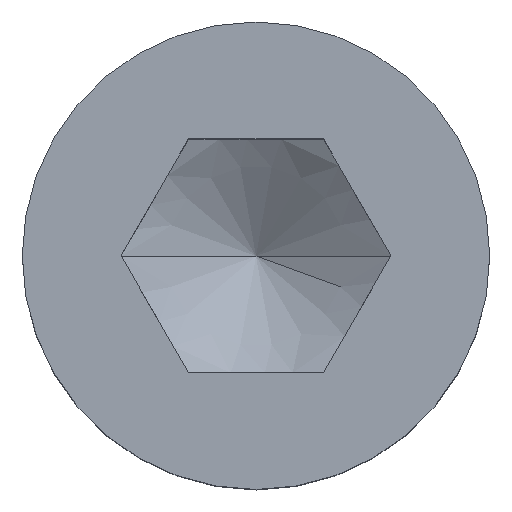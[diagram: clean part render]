
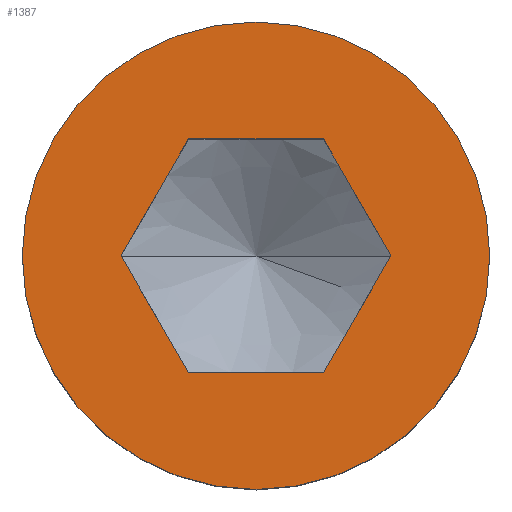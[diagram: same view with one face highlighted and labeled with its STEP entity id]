
A CAD part, top view. The second image highlights one B-rep face of the part: STEP entity #1387.
In plain terms, the highlighted planar face has unit normal (0, 0, 1).
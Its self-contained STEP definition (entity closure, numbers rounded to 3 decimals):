
#1233=VERTEX_POINT('',#3554);
#1387=ADVANCED_FACE('',(#3723,#3724),#3725,.T.);
#1409=EDGE_CURVE('',#2399,#2919,#3747,.T.);
#1567=VERTEX_POINT('',#3927);
#1633=VERTEX_POINT('',#4002);
#1707=EDGE_CURVE('',#1633,#1233,#4081,.T.);
#1853=VERTEX_POINT('',#4242);
#2271=EDGE_CURVE('',#1567,#3423,#4716,.T.);
#2399=VERTEX_POINT('',#4856);
#2645=EDGE_CURVE('',#1233,#2399,#5135,.T.);
#2743=EDGE_CURVE('',#3393,#1633,#5244,.T.);
#2919=VERTEX_POINT('',#5440);
#2959=EDGE_CURVE('',#3423,#1567,#5487,.T.);
#3075=EDGE_CURVE('',#1853,#3393,#5615,.T.);
#3393=VERTEX_POINT('',#5974);
#3423=VERTEX_POINT('',#6008);
#3469=EDGE_CURVE('',#2919,#1853,#6059,.T.);
#3554=CARTESIAN_POINT('',(-4.907,8.5,20.0));
#3723=FACE_OUTER_BOUND('',#6417,.T.);
#3724=FACE_BOUND('',#6418,.T.);
#3725=PLANE('',#6419);
#3747=LINE('',#6456,#6457);
#3927=CARTESIAN_POINT('',(-17.0,0.0,20.0));
#4002=CARTESIAN_POINT('',(-9.815,0.0,20.0));
#4081=LINE('',#6938,#6939);
#4242=CARTESIAN_POINT('',(4.907,-8.5,20.0));
#4716=CIRCLE('',#7856,17.0);
#4856=CARTESIAN_POINT('',(4.907,8.5,20.0));
#5135=LINE('',#8447,#8448);
#5244=LINE('',#8608,#8609);
#5440=CARTESIAN_POINT('',(9.815,0.0,20.0));
#5487=CIRCLE('',#8939,17.0);
#5615=LINE('',#9121,#9122);
#5974=CARTESIAN_POINT('',(-4.907,-8.5,20.0));
#6008=CARTESIAN_POINT('',(17.0,0.,20.0));
#6059=LINE('',#9732,#9733);
#6417=EDGE_LOOP('',(#9988,#9989));
#6418=EDGE_LOOP('',(#9990,#9991,#9992,#9993,#9994,#9995));
#6419=AXIS2_PLACEMENT_3D('',#9996,#9997,#9998);
#6456=CARTESIAN_POINT('',(8.588,2.125,20.0));
#6457=VECTOR('',#10006,1.0);
#6938=CARTESIAN_POINT('',(-6.134,6.375,20.0));
#6939=VECTOR('',#10386,1.0);
#7856=AXIS2_PLACEMENT_3D('',#11165,#11166,#11167);
#8447=CARTESIAN_POINT('',(2.454,8.5,20.0));
#8448=VECTOR('',#11631,1.0);
#8608=CARTESIAN_POINT('',(-8.588,-2.125,20.0));
#8609=VECTOR('',#11753,1.0);
#8939=AXIS2_PLACEMENT_3D('',#12060,#12061,#12062);
#9121=CARTESIAN_POINT('',(-2.454,-8.5,20.0));
#9122=VECTOR('',#12195,1.0);
#9732=CARTESIAN_POINT('',(6.134,-6.375,20.0));
#9733=VECTOR('',#12720,1.0);
#9988=ORIENTED_EDGE('',*,*,#2271,.T.);
#9989=ORIENTED_EDGE('',*,*,#2959,.T.);
#9990=ORIENTED_EDGE('',*,*,#2743,.T.);
#9991=ORIENTED_EDGE('',*,*,#1707,.T.);
#9992=ORIENTED_EDGE('',*,*,#2645,.T.);
#9993=ORIENTED_EDGE('',*,*,#1409,.T.);
#9994=ORIENTED_EDGE('',*,*,#3469,.T.);
#9995=ORIENTED_EDGE('',*,*,#3075,.T.);
#9996=CARTESIAN_POINT('',(-12.409,0.,20.0));
#9997=DIRECTION('',(0.0,0.0,1.0));
#9998=DIRECTION('',(-1.0,0.,0.0));
#10006=DIRECTION('',(0.5,-0.866,0.0));
#10386=DIRECTION('',(0.5,0.866,0.0));
#11165=CARTESIAN_POINT('',(0.,0.0,20.0));
#11166=DIRECTION('',(0.0,0.0,1.0));
#11167=DIRECTION('',(1.0,0.0,0.0));
#11631=DIRECTION('',(1.0,0.0,0.0));
#11753=DIRECTION('',(-0.5,0.866,0.0));
#12060=CARTESIAN_POINT('',(0.,0.0,20.0));
#12061=DIRECTION('',(0.0,0.0,1.0));
#12062=DIRECTION('',(1.0,0.0,0.0));
#12195=DIRECTION('',(-1.0,0.0,0.0));
#12720=DIRECTION('',(-0.5,-0.866,0.0));
